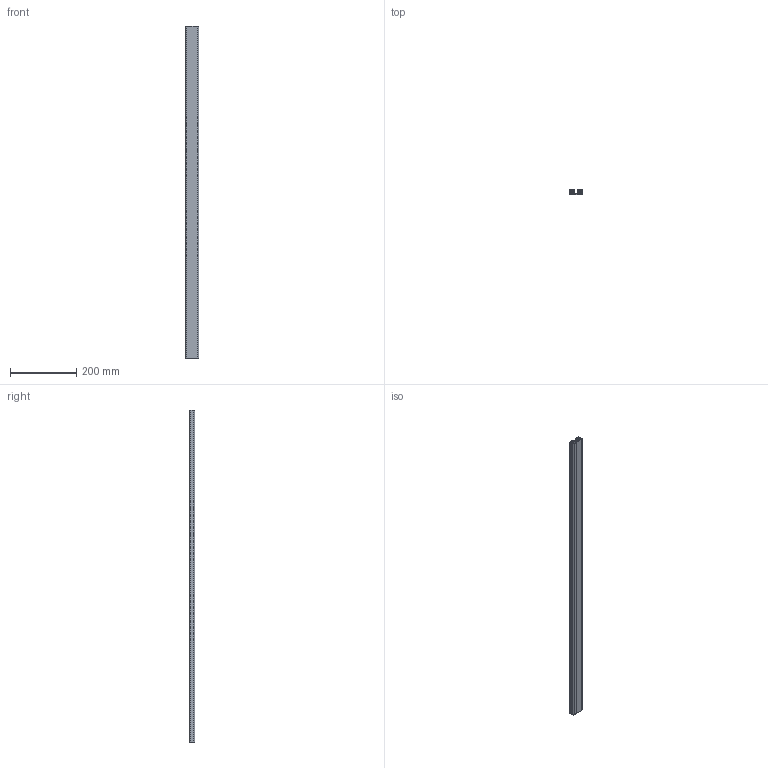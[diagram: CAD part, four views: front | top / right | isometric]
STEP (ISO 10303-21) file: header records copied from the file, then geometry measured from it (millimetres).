
FILE_DESCRIPTION((''),'2;1');
FILE_NAME('40x16E_N8_I.stp','2012-12-07T14:30:19',('Schwarz'),(''),'Autodesk Inventor 2009','Autodesk Inventor 2009','');
FILE_SCHEMA(('AUTOMOTIVE_DESIGN { 1 0 10303 214 1 1 1 1 }'));
Length unit declared in the file: millimetre
Products named in the file (1): 40x16E_N8
Bounding box: 40 x 16 x 1000 mm (x, y, z)
Volume: 245314.1 mm3; surface area: 312704 mm2
Topology: 1 solids, 1 shells, 80 faces, 234 edges, 156 vertices
Faces by surface type: cylinder 48, plane 32
Full cylindrical faces by diameter (mm): 5 x2
Entity records: 2734 total; most frequent: DIRECTION 490, CARTESIAN_POINT 469, ORIENTED_EDGE 464, EDGE_CURVE 232, AXIS2_PLACEMENT_3D 177, VERTEX_POINT 156, VECTOR 136, LINE 136
